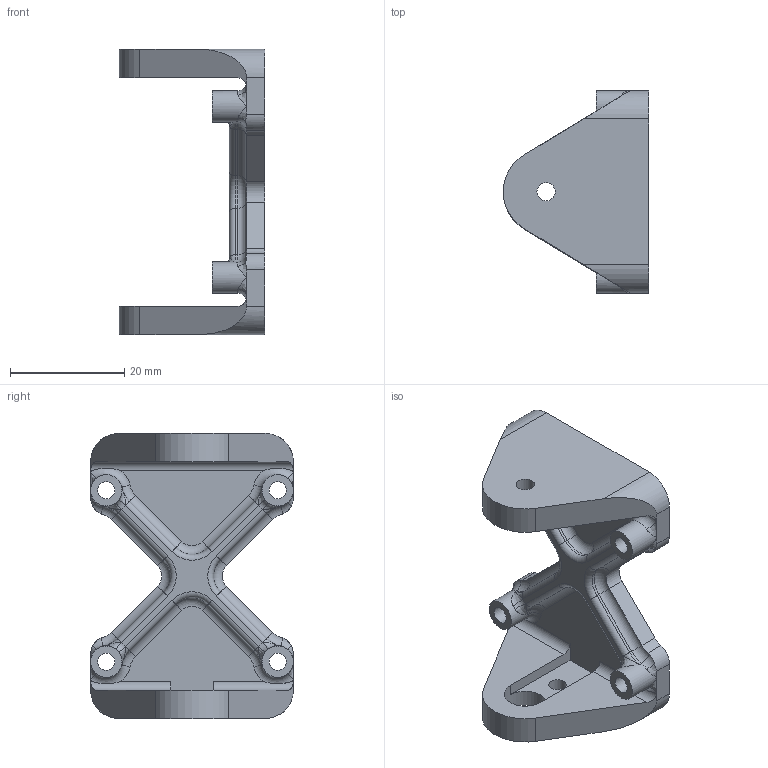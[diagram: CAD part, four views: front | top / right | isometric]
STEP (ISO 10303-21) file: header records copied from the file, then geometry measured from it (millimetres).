
FILE_DESCRIPTION(/* description */ (''),/* implementation_level */ '2;1');
FILE_NAME(/* name */ 'Camera Mount.step',/* time_stamp */ '2021-05-26T02:21:24+02:00',/* author */ (''),/* organization */ (''),/* preprocessor_version */ 'ST-DEVELOPER v18.1',/* originating_system */ 'Autodesk Translation Framework v10.9.0.1377',/* authorisation */ '');
FILE_SCHEMA (('AUTOMOTIVE_DESIGN { 1 0 10303 214 3 1 1 }'));
Length unit declared in the file: millimetre
Products named in the file (1): Camera Mount
Bounding box: 25.5 x 35.5 x 50 mm (x, y, z)
Volume: 9884 mm3; surface area: 6550.9 mm2
Topology: 1 solids, 1 shells, 151 faces, 379 edges, 214 vertices
Faces by surface type: cylinder 59, plane 40, torus 36, bspline 16
Full cylindrical faces by diameter (mm): 3 x5, 3.2 x1, 5.5 x4, 6 x1, 7.4 x1
Entity records: 5311 total; most frequent: CARTESIAN_POINT 1747, DIRECTION 765, ORIENTED_EDGE 726, EDGE_CURVE 363, AXIS2_PLACEMENT_3D 308, VERTEX_POINT 214, EDGE_LOOP 165, CIRCLE 164
